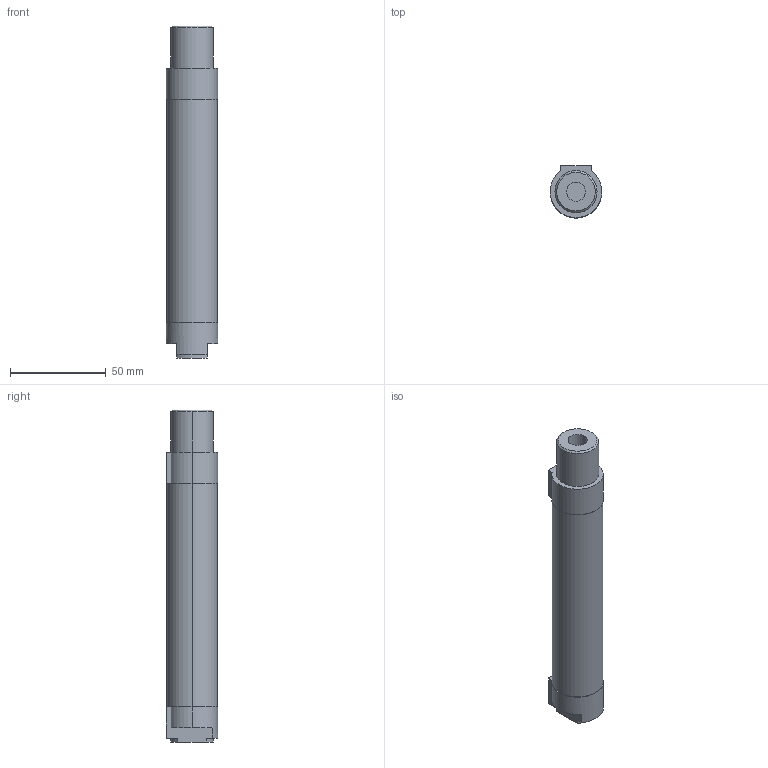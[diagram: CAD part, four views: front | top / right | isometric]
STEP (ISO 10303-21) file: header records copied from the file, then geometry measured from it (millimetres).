
FILE_DESCRIPTION (( 'STEP AP203' ), '1' );
FILE_NAME ('Corps_Défaut_sldprt.STEP', '2017-12-12T20:31:57', ( '' ), ( '' ), 'SwSTEP 2.0', 'SolidWorks 2016', '' );
FILE_SCHEMA (( 'CONFIG_CONTROL_DESIGN' ));
Length unit declared in the file: millimetre
Products named in the file (1): Corps_Défaut_sldprt
Bounding box: 27 x 27 x 173.5 mm (x, y, z)
Volume: 43759.1 mm3; surface area: 25279.3 mm2
Topology: 1 solids, 1 shells, 45 faces, 102 edges, 66 vertices
Faces by surface type: cylinder 20, plane 19, cone 6
Entity records: 1353 total; most frequent: DIRECTION 242, CARTESIAN_POINT 214, ORIENTED_EDGE 204, EDGE_CURVE 102, AXIS2_PLACEMENT_3D 94, VERTEX_POINT 66, LINE 54, VECTOR 54
